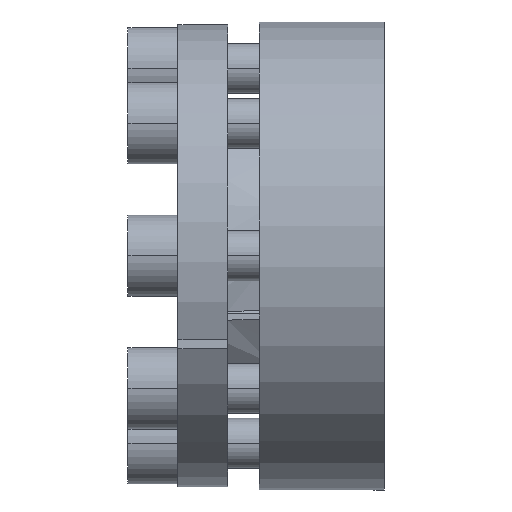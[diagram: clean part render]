
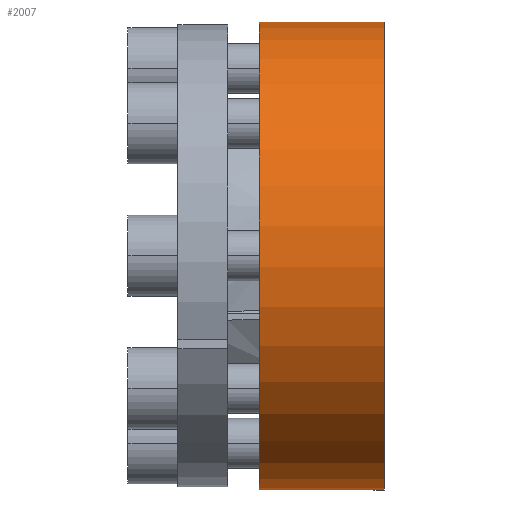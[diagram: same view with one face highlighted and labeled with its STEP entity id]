
A CAD part, front view. The second image highlights one B-rep face of the part: STEP entity #2007.
In plain terms, the highlighted cylindrical face has radius 37.5 mm (diameter 75 mm), a partial arc.
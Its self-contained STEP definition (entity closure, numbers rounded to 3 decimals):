
#1536=CARTESIAN_POINT('',(0.,0.,0.));
#1537=DIRECTION('',(-1.,0.,0.));
#1538=DIRECTION('',(0.,-0.931,-0.364));
#1539=AXIS2_PLACEMENT_3D('',#1536,#1537,#1538);
#1541=CARTESIAN_POINT('',(20.,0.,0.));
#1542=DIRECTION('',(1.,0.,0.));
#1543=DIRECTION('',(0.,-0.916,-0.401));
#1544=AXIS2_PLACEMENT_3D('',#1541,#1542,#1543);
#1546=DIRECTION('',(1.,0.,0.));
#1547=VECTOR('',#1546,20.);
#1548=CARTESIAN_POINT('',(0.,-34.352,-15.041));
#1549=LINE('',#1548,#1547);
#1574=DIRECTION('',(1.,0.,0.));
#1575=VECTOR('',#1574,20.);
#1576=CARTESIAN_POINT('',(0.,-34.926,-13.655));
#1577=LINE('',#1576,#1575);
#1610=CARTESIAN_POINT('',(0.,-34.926,-13.655));
#1611=CARTESIAN_POINT('',(0.,-34.352,-15.041));
#1612=VERTEX_POINT('',#1610);
#1613=VERTEX_POINT('',#1611);
#1622=CARTESIAN_POINT('',(20.,-34.352,-15.041));
#1623=VERTEX_POINT('',#1622);
#1624=CARTESIAN_POINT('',(20.,-34.926,-13.655));
#1625=VERTEX_POINT('',#1624);
#1994=CARTESIAN_POINT('',(-1.,0.,0.));
#1995=DIRECTION('',(1.,0.,0.));
#1996=DIRECTION('',(0.,1.,0.));
#1997=AXIS2_PLACEMENT_3D('',#1994,#1995,#1996);
#1998=CYLINDRICAL_SURFACE('',#1997,37.5);
#1999=ORIENTED_EDGE('',*,*,#1742,.T.);
#2001=ORIENTED_EDGE('',*,*,#2000,.T.);
#2002=ORIENTED_EDGE('',*,*,#1667,.T.);
#2004=ORIENTED_EDGE('',*,*,#2003,.F.);
#2005=EDGE_LOOP('',(#1999,#2001,#2002,#2004));
#2006=FACE_OUTER_BOUND('',#2005,.F.);
#2007=ADVANCED_FACE('',(#2006),#1998,.T.);
#1540=CIRCLE('',#1539,37.5);
#1545=CIRCLE('',#1544,37.5);
#1667=EDGE_CURVE('',#1623,#1625,#1545,.T.);
#1742=EDGE_CURVE('',#1612,#1613,#1540,.T.);
#2000=EDGE_CURVE('',#1613,#1623,#1549,.T.);
#2003=EDGE_CURVE('',#1612,#1625,#1577,.T.);
